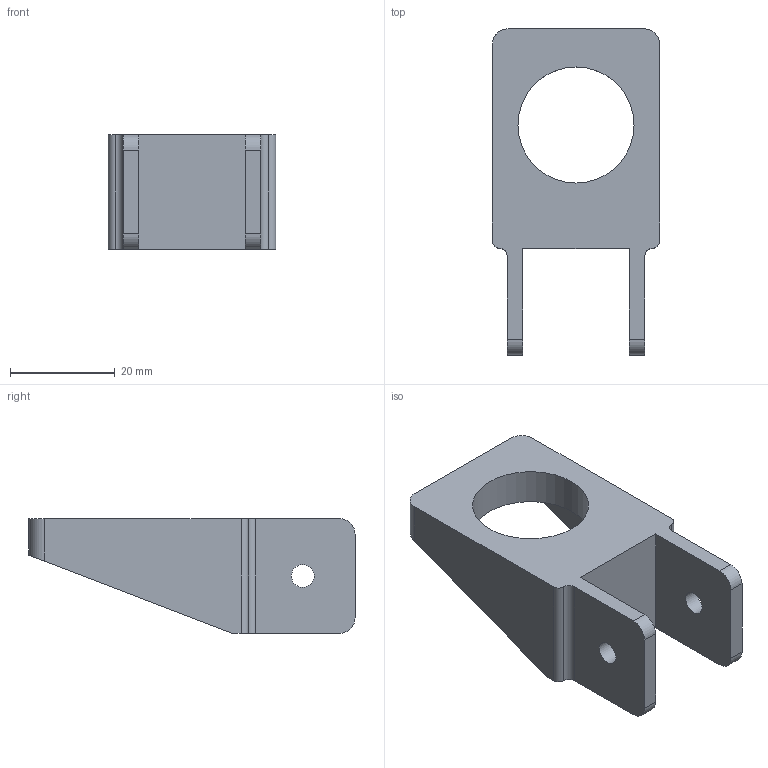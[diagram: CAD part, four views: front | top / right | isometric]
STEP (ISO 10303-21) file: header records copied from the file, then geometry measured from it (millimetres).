
FILE_DESCRIPTION(('FreeCAD Model'),'2;1');
FILE_NAME('Z_Leadscrew_Bearing_Holder.step','2018-09-09T11:29:23',('Author'), (''),'Open CASCADE STEP processor 6.8','FreeCAD','Unknown');
FILE_SCHEMA(('AUTOMOTIVE_DESIGN_CC2 { 1 2 10303 214 -1 1 5 4 }'));
Length unit declared in the file: millimetre
Products named in the file (2): ASSEMBLY; Z_Leadscrew_Bearing_Mount
Assembly tree (1 placements, depth 2):
  ASSEMBLY
    Z_Leadscrew_Bearing_Mount
Bounding box: 32 x 62.4 x 22 mm (x, y, z)
Volume: 12443.8 mm3; surface area: 7537.6 mm2
Topology: 1 solids, 1 shells, 33 faces, 87 edges, 56 vertices
Faces by surface type: plane 20, cylinder 13
Full cylindrical faces by diameter (mm): 4.4 x2, 22.2 x1
Entity records: 2254 total; most frequent: CARTESIAN_POINT 462, DIRECTION 336, LINE 203, VECTOR 203, ORIENTED_EDGE 174, PCURVE 174, DEFINITIONAL_REPRESENTATION 174, EDGE_CURVE 87
